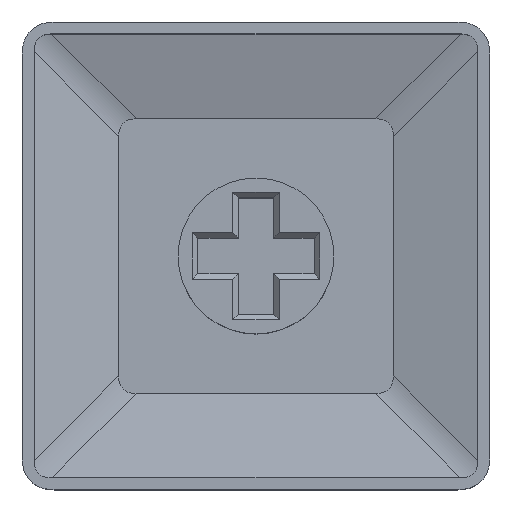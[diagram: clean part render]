
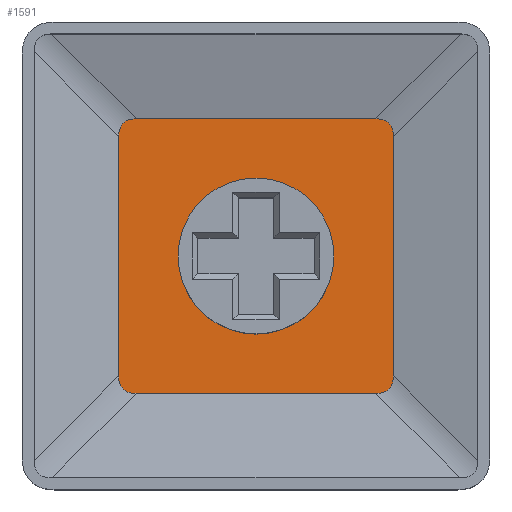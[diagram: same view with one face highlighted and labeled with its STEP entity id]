
A CAD part, top view. The second image highlights one B-rep face of the part: STEP entity #1591.
In plain terms, the highlighted planar face has unit normal (0, 0, 1).
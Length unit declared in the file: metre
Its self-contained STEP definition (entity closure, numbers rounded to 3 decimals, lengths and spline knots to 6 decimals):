
#50=ELLIPSE('',#1756,0.012892,0.0024);
#51=ELLIPSE('',#1757,0.012892,0.0024);
#52=ELLIPSE('',#1758,0.012892,0.0024);
#53=ELLIPSE('',#1759,0.012892,0.0024);
#84=LINE('',#2392,#260);
#85=LINE('',#2397,#261);
#86=LINE('',#2401,#262);
#87=LINE('',#2405,#263);
#260=VECTOR('',#1919,1.);
#261=VECTOR('',#1922,1.);
#262=VECTOR('',#1925,1.);
#263=VECTOR('',#1928,1.);
#443=ORIENTED_EDGE('',*,*,#899,.F.);
#444=ORIENTED_EDGE('',*,*,#900,.T.);
#445=ORIENTED_EDGE('',*,*,#901,.F.);
#446=ORIENTED_EDGE('',*,*,#902,.T.);
#447=ORIENTED_EDGE('',*,*,#903,.T.);
#448=ORIENTED_EDGE('',*,*,#904,.T.);
#449=ORIENTED_EDGE('',*,*,#905,.T.);
#450=ORIENTED_EDGE('',*,*,#906,.T.);
#451=ORIENTED_EDGE('',*,*,#907,.F.);
#899=EDGE_CURVE('',#1127,#1128,#84,.F.);
#900=EDGE_CURVE('',#1127,#1129,#50,.T.);
#901=EDGE_CURVE('',#1130,#1129,#85,.F.);
#902=EDGE_CURVE('',#1130,#1131,#51,.T.);
#903=EDGE_CURVE('',#1131,#1132,#86,.T.);
#904=EDGE_CURVE('',#1132,#1133,#52,.T.);
#905=EDGE_CURVE('',#1133,#1134,#87,.T.);
#906=EDGE_CURVE('',#1134,#1128,#53,.T.);
#907=EDGE_CURVE('',#1135,#1135,#1269,.T.);
#1127=VERTEX_POINT('',#2393);
#1128=VERTEX_POINT('',#2394);
#1129=VERTEX_POINT('',#2396);
#1130=VERTEX_POINT('',#2398);
#1131=VERTEX_POINT('',#2400);
#1132=VERTEX_POINT('',#2402);
#1133=VERTEX_POINT('',#2404);
#1134=VERTEX_POINT('',#2406);
#1135=VERTEX_POINT('',#2409);
#1269=CIRCLE('',#1760,0.00275);
#1289=EDGE_LOOP('',(#443,#444,#445,#446,#447,#448,#449,#450));
#1290=EDGE_LOOP('',(#451));
#1405=FACE_BOUND('',#1289,.T.);
#1406=FACE_BOUND('',#1290,.T.);
#1519=PLANE('',#1755);
#1591=ADVANCED_FACE('',(#1405,#1406),#1519,.T.);
#1755=AXIS2_PLACEMENT_3D('',#2391,#1917,#1918);
#1756=AXIS2_PLACEMENT_3D('',#2395,#1920,#1921);
#1757=AXIS2_PLACEMENT_3D('',#2399,#1923,#1924);
#1758=AXIS2_PLACEMENT_3D('',#2403,#1926,#1927);
#1759=AXIS2_PLACEMENT_3D('',#2407,#1929,#1930);
#1760=AXIS2_PLACEMENT_3D('',#2408,#1931,#1932);
#1917=DIRECTION('',(0.,0.,1.));
#1918=DIRECTION('',(1.,0.,0.));
#1919=DIRECTION('',(0.,-1.,0.));
#1920=DIRECTION('',(0.,0.,1.));
#1921=DIRECTION('',(0.707,0.707,0.));
#1922=DIRECTION('',(1.,0.,0.));
#1923=DIRECTION('',(0.,0.,1.));
#1924=DIRECTION('',(-0.707,0.707,0.));
#1925=DIRECTION('',(0.,1.,0.));
#1926=DIRECTION('',(0.,0.,1.));
#1927=DIRECTION('',(-0.707,-0.707,0.));
#1928=DIRECTION('',(-1.,0.,0.));
#1929=DIRECTION('',(0.,0.,1.));
#1930=DIRECTION('',(0.707,-0.707,0.));
#1931=DIRECTION('',(0.,0.,1.));
#1932=DIRECTION('',(1.,0.,0.));
#2391=CARTESIAN_POINT('',(0.,0.,0.0018));
#2392=CARTESIAN_POINT('',(-0.004844,0.,0.0018));
#2393=CARTESIAN_POINT('',(-0.004844,-0.004223,0.0018));
#2394=CARTESIAN_POINT('',(-0.004844,0.004223,0.0018));
#2395=CARTESIAN_POINT('',(0.004429,0.004429,0.0018));
#2396=CARTESIAN_POINT('',(-0.004223,-0.004844,0.0018));
#2397=CARTESIAN_POINT('',(0.,-0.004844,0.0018));
#2398=CARTESIAN_POINT('',(0.004223,-0.004844,0.0018));
#2399=CARTESIAN_POINT('',(-0.004429,0.004429,0.0018));
#2400=CARTESIAN_POINT('',(0.004844,-0.004223,0.0018));
#2401=CARTESIAN_POINT('',(0.004844,0.,0.0018));
#2402=CARTESIAN_POINT('',(0.004844,0.004223,0.0018));
#2403=CARTESIAN_POINT('',(-0.004429,-0.004429,0.0018));
#2404=CARTESIAN_POINT('',(0.004223,0.004844,0.0018));
#2405=CARTESIAN_POINT('',(0.,0.004844,0.0018));
#2406=CARTESIAN_POINT('',(-0.004223,0.004844,0.0018));
#2407=CARTESIAN_POINT('',(0.004429,-0.004429,0.0018));
#2408=CARTESIAN_POINT('',(0.,0.,0.0018));
#2409=CARTESIAN_POINT('',(0.00275,0.,0.0018));
